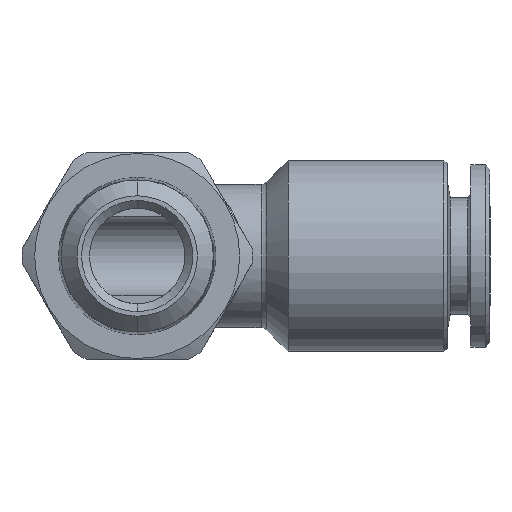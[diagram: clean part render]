
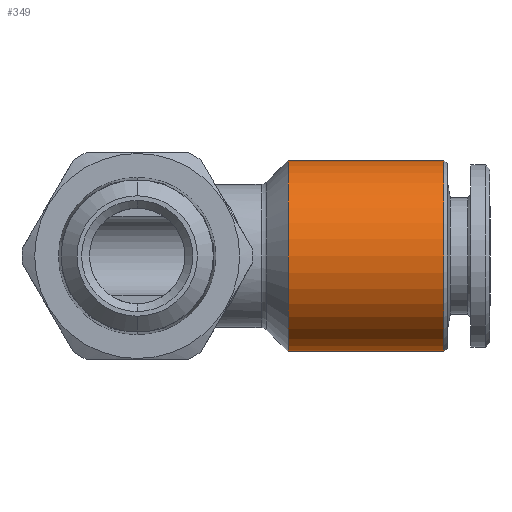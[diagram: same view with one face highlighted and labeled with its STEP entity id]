
A CAD part, front view. The second image highlights one B-rep face of the part: STEP entity #349.
In plain terms, the highlighted cylindrical face has radius 6 mm (diameter 12 mm), a partial arc.
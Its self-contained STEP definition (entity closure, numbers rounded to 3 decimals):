
#336 = ORIENTED_EDGE ( 'NONE', *, *, #399, .T. ) ;
#337 = ORIENTED_EDGE ( 'NONE', *, *, #356, .T. ) ;
#346 = EDGE_LOOP ( 'NONE', ( #393, #392, #336, #337 ) ) ;
#348 = EDGE_CURVE ( 'NONE', #362, #401, #2345, .T. ) ;
#349 = ADVANCED_FACE ( 'NONE', ( #2341 ), #2340, .T. ) ;
#356 = EDGE_CURVE ( 'NONE', #760, #751, #2333, .T. ) ;
#362 = VERTEX_POINT ( 'NONE', #2386 ) ;
#363 = EDGE_CURVE ( 'NONE', #362, #751, #2385, .T. ) ;
#392 = ORIENTED_EDGE ( 'NONE', *, *, #348, .T. ) ;
#393 = ORIENTED_EDGE ( 'NONE', *, *, #363, .F. ) ;
#399 = EDGE_CURVE ( 'NONE', #401, #760, #2458, .T. ) ;
#401 = VERTEX_POINT ( 'NONE', #2449 ) ;
#751 = VERTEX_POINT ( 'NONE', #3149 ) ;
#760 = VERTEX_POINT ( 'NONE', #3179 ) ;
#2333 = CIRCLE ( 'NONE', #2395, 6. ) ;
#2335 = DIRECTION ( 'NONE',  ( 0., 0., 1. ) ) ;
#2336 = DIRECTION ( 'NONE',  ( -1., 0., 0. ) ) ;
#2337 = AXIS2_PLACEMENT_3D ( 'NONE', #2339, #2336, #2335 ) ;
#2339 = CARTESIAN_POINT ( 'NONE',  ( -1.137, 0., 0. ) ) ;
#2340 = CYLINDRICAL_SURFACE ( 'NONE', #2337, 6. ) ;
#2341 = FACE_OUTER_BOUND ( 'NONE', #346, .T. ) ;
#2342 = DIRECTION ( 'NONE',  ( 0., 0., 1. ) ) ;
#2343 = DIRECTION ( 'NONE',  ( -1., 0., 0. ) ) ;
#2344 = AXIS2_PLACEMENT_3D ( 'NONE', #2351, #2343, #2342 ) ;
#2345 = CIRCLE ( 'NONE', #2344, 6. ) ;
#2351 = CARTESIAN_POINT ( 'NONE',  ( 19.3, 0., 0. ) ) ;
#2382 = DIRECTION ( 'NONE',  ( -1., 0., 0. ) ) ;
#2383 = VECTOR ( 'NONE', #2382, 1000. ) ;
#2384 = CARTESIAN_POINT ( 'NONE',  ( -1.137, 0., -6. ) ) ;
#2385 = LINE ( 'NONE', #2384, #2383 ) ;
#2386 = CARTESIAN_POINT ( 'NONE',  ( 19.3, 0., -6. ) ) ;
#2392 = DIRECTION ( 'NONE',  ( 0., 0., -1. ) ) ;
#2393 = DIRECTION ( 'NONE',  ( 1., 0., 0. ) ) ;
#2394 = CARTESIAN_POINT ( 'NONE',  ( 9.5, 0., 0. ) ) ;
#2395 = AXIS2_PLACEMENT_3D ( 'NONE', #2394, #2393, #2392 ) ;
#2449 = CARTESIAN_POINT ( 'NONE',  ( 19.3, 0., 6. ) ) ;
#2455 = DIRECTION ( 'NONE',  ( -1., 0., 0. ) ) ;
#2456 = VECTOR ( 'NONE', #2455, 1000. ) ;
#2457 = CARTESIAN_POINT ( 'NONE',  ( -1.137, 0., 6. ) ) ;
#2458 = LINE ( 'NONE', #2457, #2456 ) ;
#3149 = CARTESIAN_POINT ( 'NONE',  ( 9.5, 0., -6. ) ) ;
#3179 = CARTESIAN_POINT ( 'NONE',  ( 9.5, 0., 6. ) ) ;
